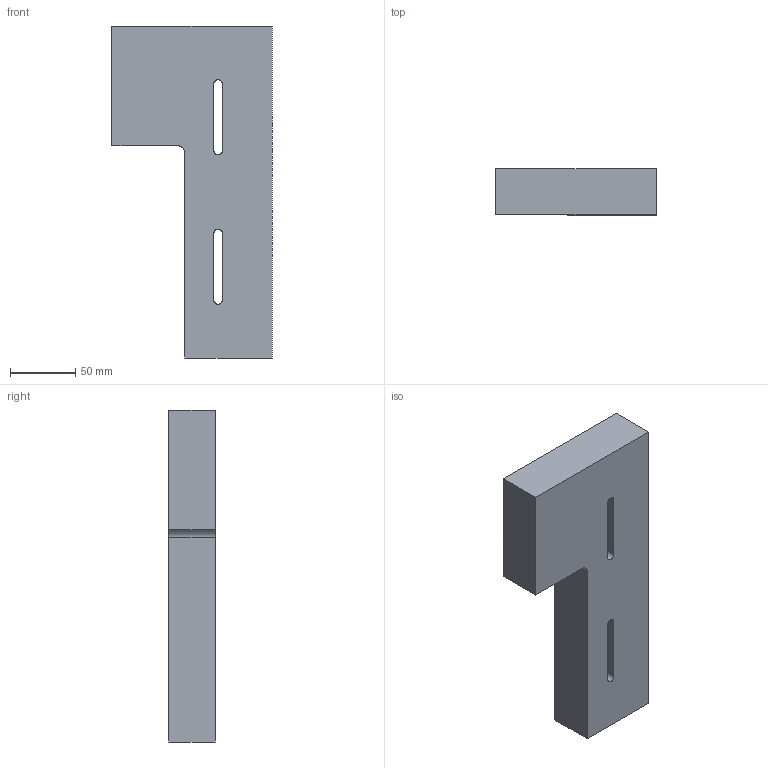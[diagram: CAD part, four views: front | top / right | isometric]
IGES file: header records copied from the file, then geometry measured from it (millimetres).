
Start section: SolidWorks IGES file using analytic representation for surfaces
Global section: file name: D1200644-v1_aLIGO_Arm Cavity Baffle, Counterweight Slider.IGS; native system: SolidWorks 2012; preprocessor: SolidWorks 2012; author: tnguyen; date: 120605.095223; units: inch
Bounding box: 122.56 x 35.31 x 254 mm (x, y, z)
Surface area: 77759.7 mm2 (no closed solid volume)
Topology: 0 solids, 0 shells, 19 faces, 232 edges, 232 vertices
Faces by surface type: bspline 12, revolution 7
